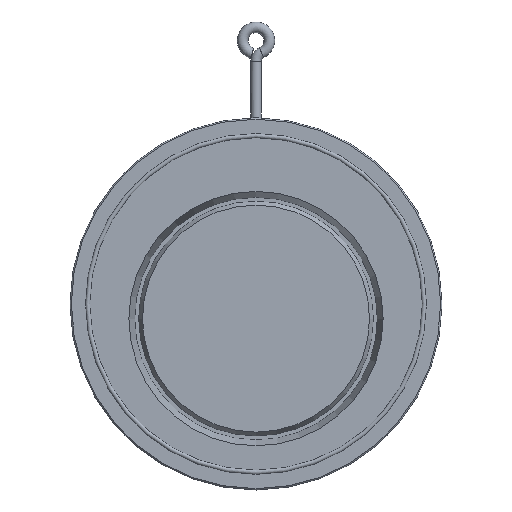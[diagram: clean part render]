
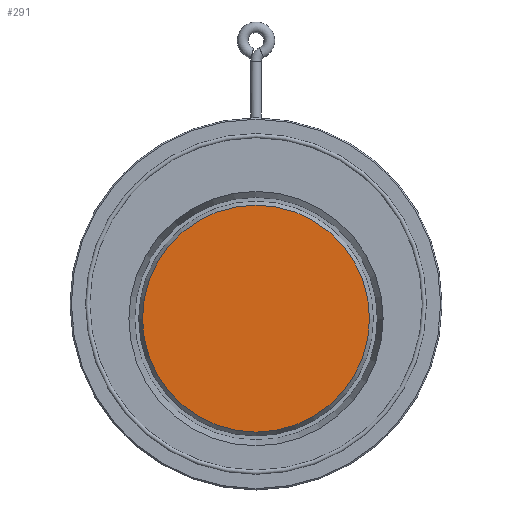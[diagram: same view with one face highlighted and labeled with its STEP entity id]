
A CAD part, top view. The second image highlights one B-rep face of the part: STEP entity #291.
In plain terms, the highlighted planar face has unit normal (0, 0, 1).
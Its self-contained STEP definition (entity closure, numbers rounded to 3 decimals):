
#12 = CARTESIAN_POINT ( 'NONE',  ( 0., -11., -0.51 ) ) ;
#61 = DIRECTION ( 'NONE',  ( 0., 0., -1. ) ) ;
#66 = CARTESIAN_POINT ( 'NONE',  ( -85.113, -11., -0.51 ) ) ;
#85 = ORIENTED_EDGE ( 'NONE', *, *, #422, .F. ) ;
#87 = FACE_OUTER_BOUND ( 'NONE', #234, .T. ) ;
#175 = DIRECTION ( 'NONE',  ( 0., 0., 1. ) ) ;
#180 = DIRECTION ( 'NONE',  ( 1., 0., 0. ) ) ;
#182 = DIRECTION ( 'NONE',  ( -1., 0., 0. ) ) ;
#234 = EDGE_LOOP ( 'NONE', ( #85 ) ) ;
#291 = ADVANCED_FACE ( 'NONE', ( #87 ), #681, .T. ) ;
#316 = CIRCLE ( 'NONE', #612, 85.113 ) ;
#340 = VERTEX_POINT ( 'NONE', #66 ) ;
#349 = CARTESIAN_POINT ( 'NONE',  ( 0., 74.113, -0.51 ) ) ;
#422 = EDGE_CURVE ( 'NONE', #340, #340, #316, .T. ) ;
#606 = AXIS2_PLACEMENT_3D ( 'NONE', #349, #175, #180 ) ;
#612 = AXIS2_PLACEMENT_3D ( 'NONE', #12, #61, #182 ) ;
#681 = PLANE ( 'NONE',  #606 ) ;
